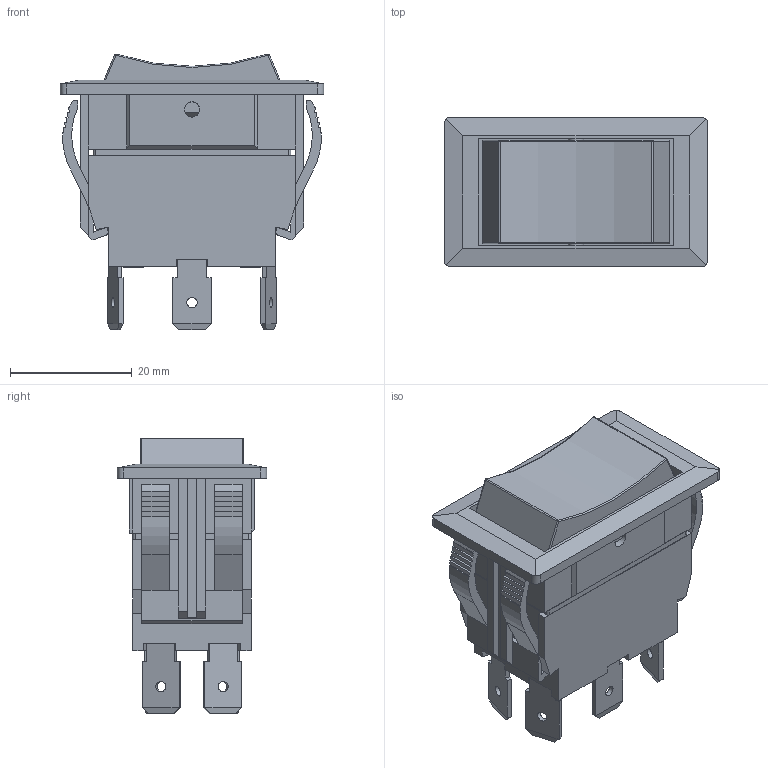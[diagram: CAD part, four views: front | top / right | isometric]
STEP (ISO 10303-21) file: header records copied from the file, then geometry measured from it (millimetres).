
FILE_DESCRIPTION((''),'2;1');
FILE_NAME('RVW4KDxx00.stp','2018-03-16T14:18:51',('mroman'),(''),'Autodesk Inventor 2012','Autodesk Inventor 2012','');
FILE_SCHEMA(('CONFIG_CONTROL_DESIGN'));
Length unit declared in the file: inch
Products named in the file (1): RVW4KDxx00
Bounding box: 43.2 x 24.5 x 45.3 mm (x, y, z)
Volume: 10326.2 mm3; surface area: 13863 mm2
Topology: 1 solids, 1 shells, 381 faces, 1022 edges, 657 vertices
Faces by surface type: plane 308, cylinder 56, sphere 8, cone 7, torus 2
Full cylindrical faces by diameter (mm): 1.7 x6, 2.5 x4, 3.3 x6, 3.5 x1, 7 x1
Entity records: 12007 total; most frequent: CARTESIAN_POINT 2023, ORIENTED_EDGE 1984, DIRECTION 1897, EDGE_CURVE 992, VECTOR 851, LINE 851, VERTEX_POINT 649, AXIS2_PLACEMENT_3D 523
